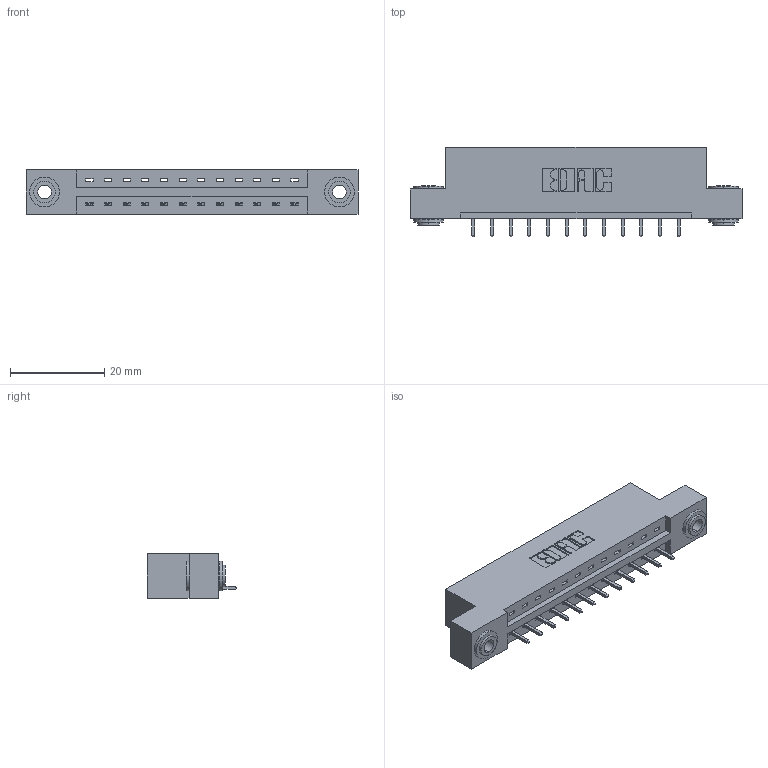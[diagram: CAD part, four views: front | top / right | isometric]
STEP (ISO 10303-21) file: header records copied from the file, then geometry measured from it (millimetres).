
FILE_DESCRIPTION (( 'STEP AP203' ), '1' );
FILE_NAME ('387-012-521-103.STEP', '2019-10-02T12:53:46', ( '' ), ( '' ), 'SwSTEP 2.0', 'SolidWorks 2016', '' );
FILE_SCHEMA (( 'CONFIG_CONTROL_DESIGN' ));
Length unit declared in the file: inch
Products named in the file (4): 337 Part_Flush Mounting Lugs - 0.156 Dia-TH; 345-292-001_345-293-121; 387-012-521-103; 345-250-002_345-250-002-102
Assembly tree (15 placements, depth 2):
  387-012-521-103
    337 Part_Flush Mounting Lugs - 0.156 Dia-TH
    345-292-001_345-293-121  x12
    345-250-002_345-250-002-102  x2
Bounding box: 70.56 x 19.06 x 9.4 mm (x, y, z)
Volume: 6943.5 mm3; surface area: 7096.5 mm2
Topology: 15 solids, 15 shells, 896 faces, 2643 edges, 1742 vertices
Faces by surface type: plane 632, cylinder 256, cone 8
Entity records: 13468 total; most frequent: CARTESIAN_POINT 2321, ORIENTED_EDGE 2262, DIRECTION 2049, EDGE_CURVE 1131, LINE 979, VECTOR 979, VERTEX_POINT 750, AXIS2_PLACEMENT_3D 535
